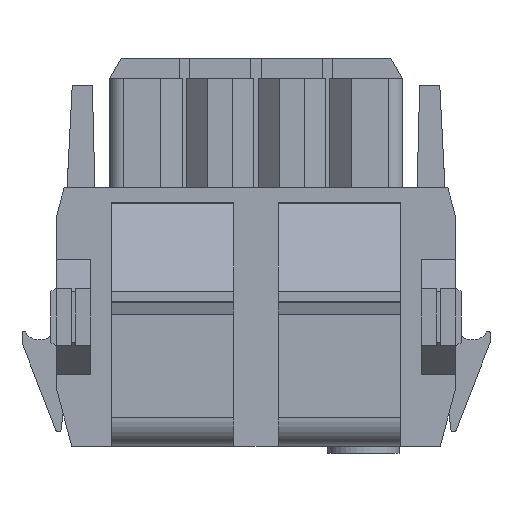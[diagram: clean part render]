
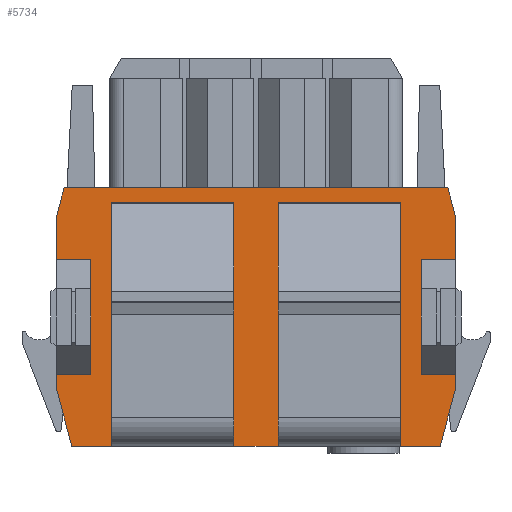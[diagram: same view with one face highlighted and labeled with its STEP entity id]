
A CAD part, front view. The second image highlights one B-rep face of the part: STEP entity #5734.
In plain terms, the highlighted planar face has unit normal (0, -1, 0).
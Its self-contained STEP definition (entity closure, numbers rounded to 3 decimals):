
#5581=AXIS2_PLACEMENT_3D('Plane Axis2P3D',#5578,#5579,#5580) ;
#3384=CARTESIAN_POINT('Vertex',(2.936,5.9,18.5)) ;
#3387=CARTESIAN_POINT('Line Origine',(16.3,5.9,18.5)) ;
#3391=CARTESIAN_POINT('Vertex',(29.664,5.9,18.5)) ;
#4555=CARTESIAN_POINT('Vertex',(29.128,5.9,0.5)) ;
#4560=CARTESIAN_POINT('Line Origine',(27.739,5.9,0.5)) ;
#4564=CARTESIAN_POINT('Vertex',(26.35,5.9,0.5)) ;
#4585=CARTESIAN_POINT('Vertex',(17.85,5.9,0.5)) ;
#4588=CARTESIAN_POINT('Line Origine',(16.3,5.9,0.5)) ;
#4592=CARTESIAN_POINT('Vertex',(14.75,5.9,0.5)) ;
#4613=CARTESIAN_POINT('Vertex',(6.25,5.9,0.5)) ;
#4616=CARTESIAN_POINT('Line Origine',(4.861,5.9,0.5)) ;
#4620=CARTESIAN_POINT('Vertex',(3.472,5.9,0.5)) ;
#5563=CARTESIAN_POINT('Vertex',(2.4,5.9,16.5)) ;
#5566=CARTESIAN_POINT('Line Origine',(2.668,5.9,17.5)) ;
#5578=CARTESIAN_POINT('Axis2P3D Location',(2.4,5.9,0.)) ;
#5583=CARTESIAN_POINT('Line Origine',(30.2,5.9,15.)) ;
#5587=CARTESIAN_POINT('Vertex',(30.2,5.9,13.5)) ;
#5589=CARTESIAN_POINT('Vertex',(30.2,5.9,16.5)) ;
#5592=CARTESIAN_POINT('Line Origine',(29.932,5.9,17.5)) ;
#5597=CARTESIAN_POINT('Line Origine',(2.4,5.9,15.)) ;
#5601=CARTESIAN_POINT('Vertex',(2.4,5.9,13.5)) ;
#5604=CARTESIAN_POINT('Line Origine',(3.6,5.9,13.5)) ;
#5608=CARTESIAN_POINT('Vertex',(4.8,5.9,13.5)) ;
#5611=CARTESIAN_POINT('Line Origine',(4.8,5.9,9.5)) ;
#5615=CARTESIAN_POINT('Vertex',(4.8,5.9,5.5)) ;
#5618=CARTESIAN_POINT('Line Origine',(3.6,5.9,5.5)) ;
#5622=CARTESIAN_POINT('Vertex',(2.4,5.9,5.5)) ;
#5625=CARTESIAN_POINT('Line Origine',(2.4,5.9,5.)) ;
#5629=CARTESIAN_POINT('Vertex',(2.4,5.9,4.5)) ;
#5632=CARTESIAN_POINT('Line Origine',(2.936,5.9,2.5)) ;
#5637=CARTESIAN_POINT('Line Origine',(6.25,5.9,1.4)) ;
#5641=CARTESIAN_POINT('Vertex',(6.25,5.9,2.3)) ;
#5644=CARTESIAN_POINT('Line Origine',(10.5,5.9,2.3)) ;
#5648=CARTESIAN_POINT('Vertex',(14.75,5.9,2.3)) ;
#5651=CARTESIAN_POINT('Line Origine',(14.75,5.9,1.4)) ;
#5656=CARTESIAN_POINT('Line Origine',(17.85,5.9,1.4)) ;
#5660=CARTESIAN_POINT('Vertex',(17.85,5.9,2.3)) ;
#5663=CARTESIAN_POINT('Line Origine',(22.1,5.9,2.3)) ;
#5667=CARTESIAN_POINT('Vertex',(26.35,5.9,2.3)) ;
#5670=CARTESIAN_POINT('Line Origine',(26.35,5.9,1.4)) ;
#5675=CARTESIAN_POINT('Line Origine',(29.664,5.9,2.5)) ;
#5679=CARTESIAN_POINT('Vertex',(30.2,5.9,4.5)) ;
#5682=CARTESIAN_POINT('Line Origine',(30.2,5.9,5.)) ;
#5686=CARTESIAN_POINT('Vertex',(30.2,5.9,5.5)) ;
#5689=CARTESIAN_POINT('Line Origine',(29.,5.9,5.5)) ;
#5693=CARTESIAN_POINT('Vertex',(27.8,5.9,5.5)) ;
#5696=CARTESIAN_POINT('Line Origine',(27.8,5.9,9.5)) ;
#5700=CARTESIAN_POINT('Vertex',(27.8,5.9,13.5)) ;
#5703=CARTESIAN_POINT('Line Origine',(29.,5.9,13.5)) ;
#3388=DIRECTION('Vector Direction',(1.,0.,0.)) ;
#4561=DIRECTION('Vector Direction',(1.,0.,0.)) ;
#4589=DIRECTION('Vector Direction',(1.,0.,0.)) ;
#4617=DIRECTION('Vector Direction',(1.,0.,0.)) ;
#5567=DIRECTION('Vector Direction',(-0.259,0.,-0.966)) ;
#5579=DIRECTION('Axis2P3D Direction',(0.,-1.,0.)) ;
#5580=DIRECTION('Axis2P3D XDirection',(1.,0.,0.)) ;
#5584=DIRECTION('Vector Direction',(0.,0.,1.)) ;
#5593=DIRECTION('Vector Direction',(0.259,0.,-0.966)) ;
#5598=DIRECTION('Vector Direction',(0.,0.,1.)) ;
#5605=DIRECTION('Vector Direction',(1.,0.,0.)) ;
#5612=DIRECTION('Vector Direction',(0.,0.,1.)) ;
#5619=DIRECTION('Vector Direction',(1.,0.,0.)) ;
#5626=DIRECTION('Vector Direction',(0.,0.,1.)) ;
#5633=DIRECTION('Vector Direction',(0.259,0.,-0.966)) ;
#5638=DIRECTION('Vector Direction',(0.,0.,1.)) ;
#5645=DIRECTION('Vector Direction',(1.,0.,0.)) ;
#5652=DIRECTION('Vector Direction',(0.,0.,1.)) ;
#5657=DIRECTION('Vector Direction',(0.,0.,1.)) ;
#5664=DIRECTION('Vector Direction',(1.,0.,0.)) ;
#5671=DIRECTION('Vector Direction',(0.,0.,1.)) ;
#5676=DIRECTION('Vector Direction',(-0.259,0.,-0.966)) ;
#5683=DIRECTION('Vector Direction',(0.,0.,1.)) ;
#5690=DIRECTION('Vector Direction',(1.,0.,0.)) ;
#5697=DIRECTION('Vector Direction',(0.,0.,1.)) ;
#5704=DIRECTION('Vector Direction',(1.,0.,0.)) ;
#3389=VECTOR('Line Direction',#3388,1.) ;
#4562=VECTOR('Line Direction',#4561,1.) ;
#4590=VECTOR('Line Direction',#4589,1.) ;
#4618=VECTOR('Line Direction',#4617,1.) ;
#5568=VECTOR('Line Direction',#5567,1.) ;
#5585=VECTOR('Line Direction',#5584,1.) ;
#5594=VECTOR('Line Direction',#5593,1.) ;
#5599=VECTOR('Line Direction',#5598,1.) ;
#5606=VECTOR('Line Direction',#5605,1.) ;
#5613=VECTOR('Line Direction',#5612,1.) ;
#5620=VECTOR('Line Direction',#5619,1.) ;
#5627=VECTOR('Line Direction',#5626,1.) ;
#5634=VECTOR('Line Direction',#5633,1.) ;
#5639=VECTOR('Line Direction',#5638,1.) ;
#5646=VECTOR('Line Direction',#5645,1.) ;
#5653=VECTOR('Line Direction',#5652,1.) ;
#5658=VECTOR('Line Direction',#5657,1.) ;
#5665=VECTOR('Line Direction',#5664,1.) ;
#5672=VECTOR('Line Direction',#5671,1.) ;
#5677=VECTOR('Line Direction',#5676,1.) ;
#5684=VECTOR('Line Direction',#5683,1.) ;
#5691=VECTOR('Line Direction',#5690,1.) ;
#5698=VECTOR('Line Direction',#5697,1.) ;
#5705=VECTOR('Line Direction',#5704,1.) ;
#5709=ORIENTED_EDGE('',*,*,#5591,.T.) ;
#5710=ORIENTED_EDGE('',*,*,#5596,.F.) ;
#5711=ORIENTED_EDGE('',*,*,#3393,.T.) ;
#5712=ORIENTED_EDGE('',*,*,#5570,.F.) ;
#5713=ORIENTED_EDGE('',*,*,#5603,.F.) ;
#5714=ORIENTED_EDGE('',*,*,#5610,.T.) ;
#5715=ORIENTED_EDGE('',*,*,#5617,.T.) ;
#5716=ORIENTED_EDGE('',*,*,#5624,.F.) ;
#5717=ORIENTED_EDGE('',*,*,#5631,.F.) ;
#5718=ORIENTED_EDGE('',*,*,#5636,.F.) ;
#5719=ORIENTED_EDGE('',*,*,#4622,.T.) ;
#5720=ORIENTED_EDGE('',*,*,#5643,.F.) ;
#5721=ORIENTED_EDGE('',*,*,#5650,.T.) ;
#5722=ORIENTED_EDGE('',*,*,#5655,.T.) ;
#5723=ORIENTED_EDGE('',*,*,#4594,.T.) ;
#5724=ORIENTED_EDGE('',*,*,#5662,.F.) ;
#5725=ORIENTED_EDGE('',*,*,#5669,.F.) ;
#5726=ORIENTED_EDGE('',*,*,#5674,.T.) ;
#5727=ORIENTED_EDGE('',*,*,#4566,.T.) ;
#5728=ORIENTED_EDGE('',*,*,#5681,.F.) ;
#5729=ORIENTED_EDGE('',*,*,#5688,.T.) ;
#5730=ORIENTED_EDGE('',*,*,#5695,.T.) ;
#5731=ORIENTED_EDGE('',*,*,#5702,.F.) ;
#5732=ORIENTED_EDGE('',*,*,#5707,.F.) ;
#5734=ADVANCED_FACE('Hauptkoerper',(#5733),#5582,.T.) ;
#3393=EDGE_CURVE('',#3392,#3385,#3390,.F.) ;
#4566=EDGE_CURVE('',#4565,#4556,#4563,.T.) ;
#4594=EDGE_CURVE('',#4593,#4586,#4591,.T.) ;
#4622=EDGE_CURVE('',#4621,#4614,#4619,.T.) ;
#5570=EDGE_CURVE('',#5564,#3385,#5569,.F.) ;
#5591=EDGE_CURVE('',#5588,#5590,#5586,.T.) ;
#5596=EDGE_CURVE('',#3392,#5590,#5595,.T.) ;
#5603=EDGE_CURVE('',#5602,#5564,#5600,.T.) ;
#5610=EDGE_CURVE('',#5602,#5609,#5607,.T.) ;
#5617=EDGE_CURVE('',#5609,#5616,#5614,.F.) ;
#5624=EDGE_CURVE('',#5623,#5616,#5621,.T.) ;
#5631=EDGE_CURVE('',#5630,#5623,#5628,.T.) ;
#5636=EDGE_CURVE('',#4621,#5630,#5635,.F.) ;
#5643=EDGE_CURVE('',#5642,#4614,#5640,.F.) ;
#5650=EDGE_CURVE('',#5642,#5649,#5647,.T.) ;
#5655=EDGE_CURVE('',#5649,#4593,#5654,.F.) ;
#5662=EDGE_CURVE('',#5661,#4586,#5659,.F.) ;
#5669=EDGE_CURVE('',#5668,#5661,#5666,.F.) ;
#5674=EDGE_CURVE('',#5668,#4565,#5673,.F.) ;
#5681=EDGE_CURVE('',#5680,#4556,#5678,.T.) ;
#5688=EDGE_CURVE('',#5680,#5687,#5685,.T.) ;
#5695=EDGE_CURVE('',#5687,#5694,#5692,.F.) ;
#5702=EDGE_CURVE('',#5701,#5694,#5699,.F.) ;
#5707=EDGE_CURVE('',#5588,#5701,#5706,.F.) ;
#5708=EDGE_LOOP('',(#5709,#5710,#5711,#5712,#5713,#5714,#5715,#5716,#5717,#5718,#5719,#5720,#5721,#5722,#5723,#5724,#5725,#5726,#5727,#5728,#5729,#5730,#5731,#5732)) ;
#5733=FACE_OUTER_BOUND('',#5708,.T.) ;
#3390=LINE('Line',#3387,#3389) ;
#4563=LINE('Line',#4560,#4562) ;
#4591=LINE('Line',#4588,#4590) ;
#4619=LINE('Line',#4616,#4618) ;
#5569=LINE('Line',#5566,#5568) ;
#5586=LINE('Line',#5583,#5585) ;
#5595=LINE('Line',#5592,#5594) ;
#5600=LINE('Line',#5597,#5599) ;
#5607=LINE('Line',#5604,#5606) ;
#5614=LINE('Line',#5611,#5613) ;
#5621=LINE('Line',#5618,#5620) ;
#5628=LINE('Line',#5625,#5627) ;
#5635=LINE('Line',#5632,#5634) ;
#5640=LINE('Line',#5637,#5639) ;
#5647=LINE('Line',#5644,#5646) ;
#5654=LINE('Line',#5651,#5653) ;
#5659=LINE('Line',#5656,#5658) ;
#5666=LINE('Line',#5663,#5665) ;
#5673=LINE('Line',#5670,#5672) ;
#5678=LINE('Line',#5675,#5677) ;
#5685=LINE('Line',#5682,#5684) ;
#5692=LINE('Line',#5689,#5691) ;
#5699=LINE('Line',#5696,#5698) ;
#5706=LINE('Line',#5703,#5705) ;
#5582=PLANE('',#5581) ;
#3385=VERTEX_POINT('',#3384) ;
#3392=VERTEX_POINT('',#3391) ;
#4556=VERTEX_POINT('',#4555) ;
#4565=VERTEX_POINT('',#4564) ;
#4586=VERTEX_POINT('',#4585) ;
#4593=VERTEX_POINT('',#4592) ;
#4614=VERTEX_POINT('',#4613) ;
#4621=VERTEX_POINT('',#4620) ;
#5564=VERTEX_POINT('',#5563) ;
#5588=VERTEX_POINT('',#5587) ;
#5590=VERTEX_POINT('',#5589) ;
#5602=VERTEX_POINT('',#5601) ;
#5609=VERTEX_POINT('',#5608) ;
#5616=VERTEX_POINT('',#5615) ;
#5623=VERTEX_POINT('',#5622) ;
#5630=VERTEX_POINT('',#5629) ;
#5642=VERTEX_POINT('',#5641) ;
#5649=VERTEX_POINT('',#5648) ;
#5661=VERTEX_POINT('',#5660) ;
#5668=VERTEX_POINT('',#5667) ;
#5680=VERTEX_POINT('',#5679) ;
#5687=VERTEX_POINT('',#5686) ;
#5694=VERTEX_POINT('',#5693) ;
#5701=VERTEX_POINT('',#5700) ;
